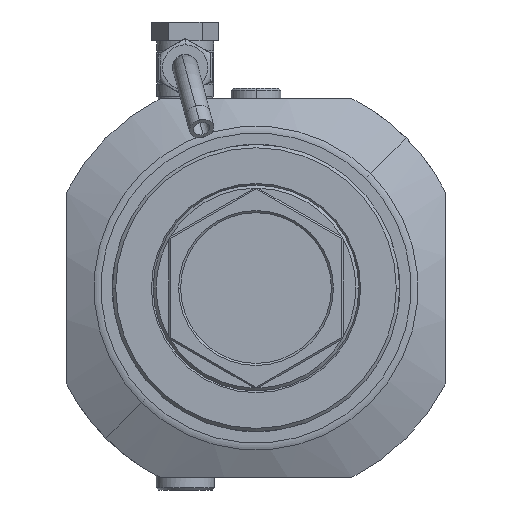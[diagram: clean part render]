
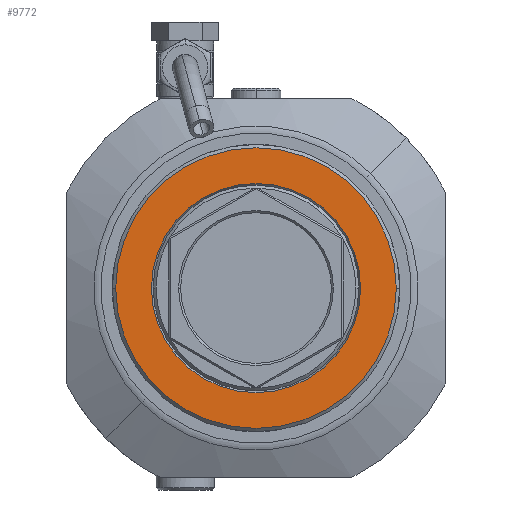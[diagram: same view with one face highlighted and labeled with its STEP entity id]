
A CAD part, left-side view. The second image highlights one B-rep face of the part: STEP entity #9772.
In plain terms, the highlighted planar face has unit normal (-1, 0, 0).
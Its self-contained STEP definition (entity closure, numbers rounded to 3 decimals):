
#270=CARTESIAN_POINT('',(-26.5,0.,0.));
#271=DIRECTION('',(-1.,0.,0.));
#272=DIRECTION('',(0.,1.,0.));
#273=AXIS2_PLACEMENT_3D('',#270,#271,#272);
#275=CARTESIAN_POINT('',(-26.5,0.,0.));
#276=DIRECTION('',(-1.,0.,0.));
#277=DIRECTION('',(0.,-1.,0.));
#278=AXIS2_PLACEMENT_3D('',#275,#276,#277);
#280=CARTESIAN_POINT('',(-26.5,0.,0.));
#281=DIRECTION('',(1.,0.,0.));
#282=DIRECTION('',(0.,1.,0.));
#283=AXIS2_PLACEMENT_3D('',#280,#281,#282);
#285=CARTESIAN_POINT('',(-26.5,0.,0.));
#286=DIRECTION('',(1.,0.,0.));
#287=DIRECTION('',(0.,-1.,0.));
#288=AXIS2_PLACEMENT_3D('',#285,#286,#287);
#8351=CARTESIAN_POINT('',(-26.5,25.116,0.));
#8352=CARTESIAN_POINT('',(-26.5,-25.116,0.));
#8353=VERTEX_POINT('',#8351);
#8354=VERTEX_POINT('',#8352);
#8355=CARTESIAN_POINT('',(-26.5,33.7,0.));
#8356=CARTESIAN_POINT('',(-26.5,-33.7,0.));
#8357=VERTEX_POINT('',#8355);
#8358=VERTEX_POINT('',#8356);
#9757=CARTESIAN_POINT('',(-26.5,0.,0.));
#9758=DIRECTION('',(-1.,0.,0.));
#9759=DIRECTION('',(0.,1.,0.));
#9760=AXIS2_PLACEMENT_3D('',#9757,#9758,#9759);
#9761=PLANE('',#9760);
#9763=ORIENTED_EDGE('',*,*,#9762,.F.);
#9765=ORIENTED_EDGE('',*,*,#9764,.F.);
#9766=EDGE_LOOP('',(#9763,#9765));
#9767=FACE_OUTER_BOUND('',#9766,.F.);
#9768=ORIENTED_EDGE('',*,*,#9684,.F.);
#9769=ORIENTED_EDGE('',*,*,#9699,.F.);
#9770=EDGE_LOOP('',(#9768,#9769));
#9771=FACE_BOUND('',#9770,.F.);
#274=CIRCLE('',#273,33.7);
#279=CIRCLE('',#278,33.7);
#284=CIRCLE('',#283,25.116);
#289=CIRCLE('',#288,25.116);
#9684=EDGE_CURVE('',#8353,#8354,#284,.T.);
#9699=EDGE_CURVE('',#8354,#8353,#289,.T.);
#9762=EDGE_CURVE('',#8357,#8358,#274,.T.);
#9764=EDGE_CURVE('',#8358,#8357,#279,.T.);
#9772=ADVANCED_FACE('',(#9767,#9771),#9761,.T.);
